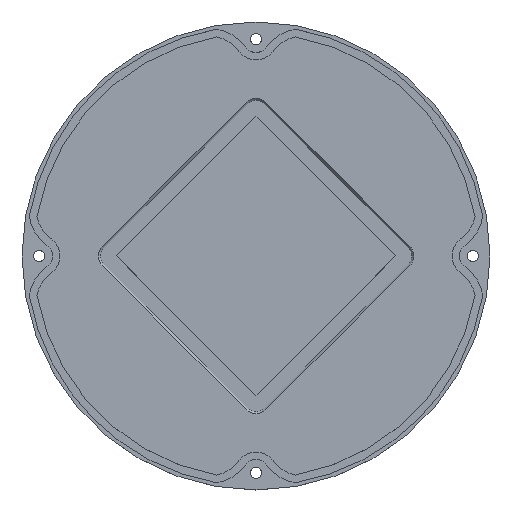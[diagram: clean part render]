
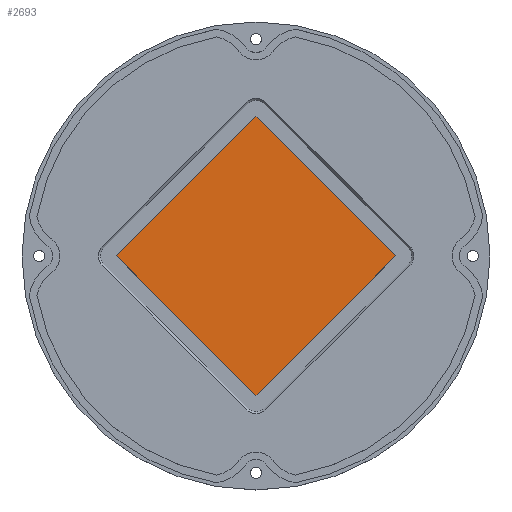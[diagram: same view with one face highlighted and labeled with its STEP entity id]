
A CAD part, top view. The second image highlights one B-rep face of the part: STEP entity #2693.
In plain terms, the highlighted planar face has unit normal (0, 0, 1).
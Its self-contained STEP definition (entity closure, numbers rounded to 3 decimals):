
#107 = ORIENTED_EDGE ( 'NONE', *, *, #1541, .T. ) ;
#184 = DIRECTION ( 'NONE',  ( 0., 0., 1. ) ) ;
#222 = LINE ( 'NONE', #240, #1125 ) ;
#240 = CARTESIAN_POINT ( 'NONE',  ( 0., 36.557, 4. ) ) ;
#571 = VECTOR ( 'NONE', #1915, 1000. ) ;
#586 = ORIENTED_EDGE ( 'NONE', *, *, #3124, .T. ) ;
#608 = CARTESIAN_POINT ( 'NONE',  ( -36.557, 0., 4. ) ) ;
#694 = LINE ( 'NONE', #3256, #2833 ) ;
#731 = FACE_OUTER_BOUND ( 'NONE', #2551, .T. ) ;
#910 = PLANE ( 'NONE',  #2287 ) ;
#1125 = VECTOR ( 'NONE', #2788, 1000. ) ;
#1131 = VERTEX_POINT ( 'NONE', #2173 ) ;
#1180 = VERTEX_POINT ( 'NONE', #3284 ) ;
#1195 = EDGE_CURVE ( 'NONE', #1994, #1131, #222, .T. ) ;
#1409 = CARTESIAN_POINT ( 'NONE',  ( -36.557, 0., 4. ) ) ;
#1541 = EDGE_CURVE ( 'NONE', #1131, #1180, #2433, .T. ) ;
#1598 = EDGE_CURVE ( 'NONE', #1180, #2308, #2890, .T. ) ;
#1734 = DIRECTION ( 'NONE',  ( 1., 0., 0. ) ) ;
#1915 = DIRECTION ( 'NONE',  ( -0.707, -0.707, 0. ) ) ;
#1965 = DIRECTION ( 'NONE',  ( 0.707, 0.707, 0. ) ) ;
#1994 = VERTEX_POINT ( 'NONE', #1995 ) ;
#1995 = CARTESIAN_POINT ( 'NONE',  ( 36.557, 0., 4. ) ) ;
#2140 = DIRECTION ( 'NONE',  ( 0.707, -0.707, 0. ) ) ;
#2173 = CARTESIAN_POINT ( 'NONE',  ( 0., 36.557, 4. ) ) ;
#2287 = AXIS2_PLACEMENT_3D ( 'NONE', #3225, #184, #1734 ) ;
#2308 = VERTEX_POINT ( 'NONE', #2704 ) ;
#2433 = LINE ( 'NONE', #1409, #571 ) ;
#2540 = VECTOR ( 'NONE', #2140, 1000. ) ;
#2551 = EDGE_LOOP ( 'NONE', ( #107, #3011, #586, #2626 ) ) ;
#2626 = ORIENTED_EDGE ( 'NONE', *, *, #1195, .T. ) ;
#2693 = ADVANCED_FACE ( 'NONE', ( #731 ), #910, .T. ) ;
#2704 = CARTESIAN_POINT ( 'NONE',  ( 0., -36.557, 4. ) ) ;
#2788 = DIRECTION ( 'NONE',  ( -0.707, 0.707, 0. ) ) ;
#2833 = VECTOR ( 'NONE', #1965, 1000. ) ;
#2890 = LINE ( 'NONE', #608, #2540 ) ;
#3011 = ORIENTED_EDGE ( 'NONE', *, *, #1598, .T. ) ;
#3124 = EDGE_CURVE ( 'NONE', #2308, #1994, #694, .T. ) ;
#3225 = CARTESIAN_POINT ( 'NONE',  ( 0., 0., 4. ) ) ;
#3256 = CARTESIAN_POINT ( 'NONE',  ( 0., -36.557, 4. ) ) ;
#3284 = CARTESIAN_POINT ( 'NONE',  ( -36.557, 0., 4. ) ) ;
